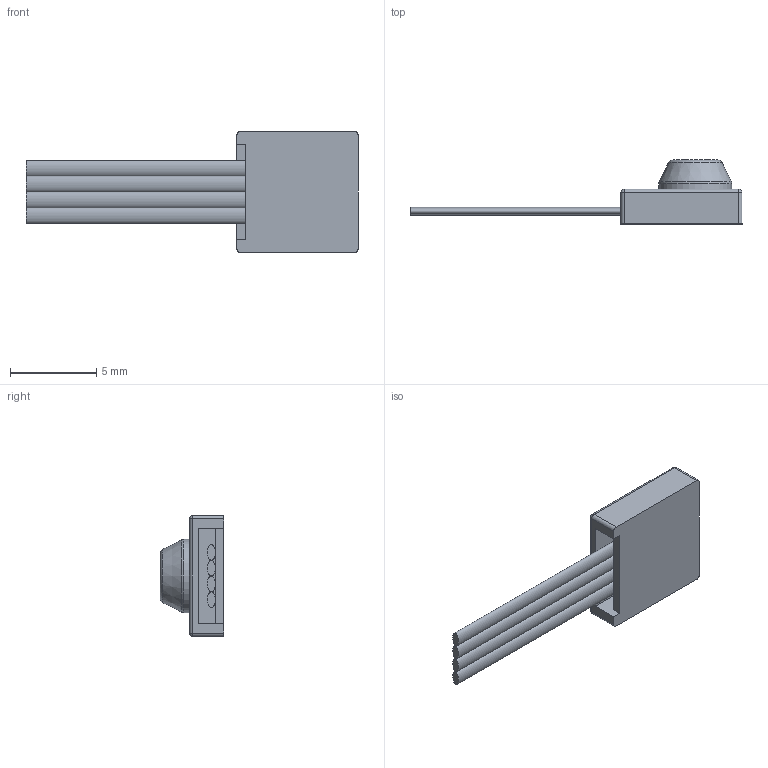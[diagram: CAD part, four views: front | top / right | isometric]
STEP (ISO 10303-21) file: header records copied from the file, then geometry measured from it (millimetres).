
FILE_DESCRIPTION(/* description */ (''),/* implementation_level */ '2;1');
FILE_NAME(/* name */ '1x1 assembly.stp',/* time_stamp */ '2025-04-01T18:04:02+07:00',/* author */ ('kolin'),/* organization */ (''),/* preprocessor_version */ 'ST-DEVELOPER v20',/* originating_system */ 'Autodesk Inventor 2025',/* authorisation */ '');
FILE_SCHEMA (('AUTOMOTIVE_DESIGN { 1 0 10303 214 3 1 1 }'));
Length unit declared in the file: millimetre
Products named in the file (3): 1x1 assembly; Wires1.0; uSPa11 Inner Silicone
Assembly tree (2 placements, depth 2):
  1x1 assembly
    Wires1.0
    uSPa11 Inner Silicone
Bounding box: 19.2 x 3.7 x 7 mm (x, y, z)
Volume: 123.5 mm3; surface area: 309.4 mm2
Topology: 5 solids, 5 shells, 41 faces, 82 edges, 48 vertices
Faces by surface type: plane 21, cylinder 9, bspline 4, sphere 4, torus 2, cone 1
Full cylindrical faces by diameter (mm): 4.243 x1
Entity records: 1236 total; most frequent: CARTESIAN_POINT 240, DIRECTION 196, ORIENTED_EDGE 156, EDGE_CURVE 78, AXIS2_PLACEMENT_3D 76, VERTEX_POINT 48, LINE 44, VECTOR 44
